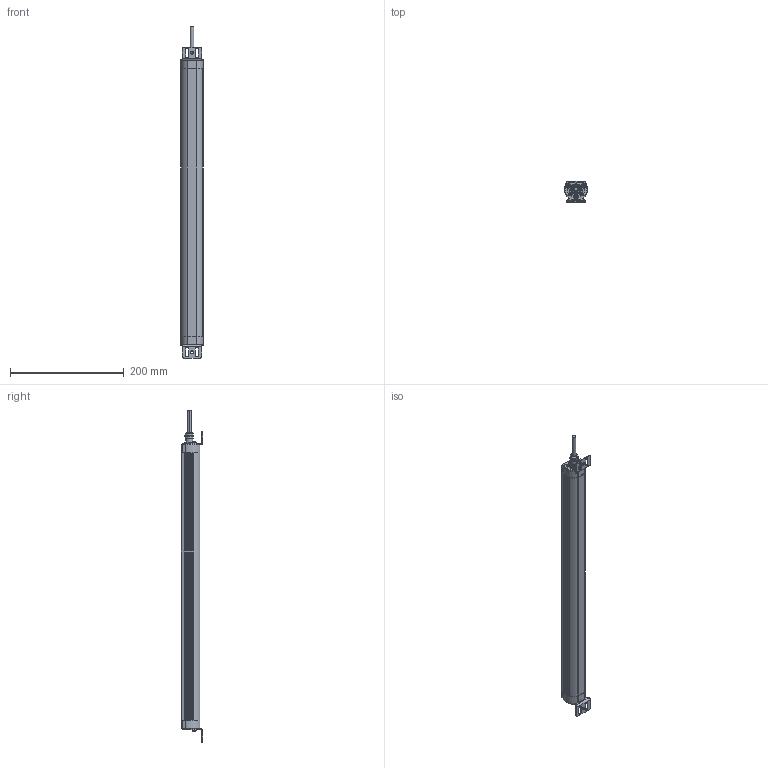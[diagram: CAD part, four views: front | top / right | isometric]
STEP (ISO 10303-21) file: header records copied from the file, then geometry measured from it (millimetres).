
FILE_DESCRIPTION (( 'STEP AP203' ), '1' );
FILE_NAME ('CA0321S0602.step', '2021-06-09T14:36:46', ( '' ), ( '' ), 'SwSTEP 2.0', 'SolidWorks 2021', '' );
FILE_SCHEMA (( 'CONFIG_CONTROL_DESIGN' ));
Length unit declared in the file: millimetre
Products named in the file (1): CA0321S0602
Bounding box: 39.99 x 37.73 x 583.73 mm (x, y, z)
Volume: 273279 mm3; surface area: 203691.6 mm2
Topology: 22 solids, 22 shells, 1182 faces, 3100 edges, 1978 vertices
Faces by surface type: cylinder 577, plane 392, cone 143, torus 54, bspline 16
Entity records: 40212 total; most frequent: CARTESIAN_POINT 10197, DIRECTION 6691, ORIENTED_EDGE 6128, EDGE_CURVE 3064, AXIS2_PLACEMENT_3D 2573, VERTEX_POINT 1978, VECTOR 1545, LINE 1545
